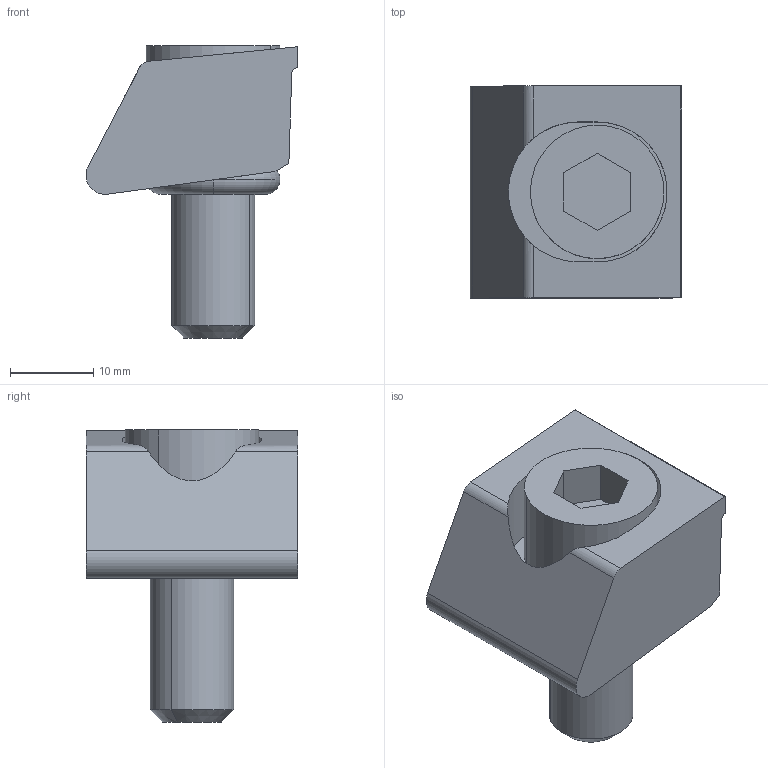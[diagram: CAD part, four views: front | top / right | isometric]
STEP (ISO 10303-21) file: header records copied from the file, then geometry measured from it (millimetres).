
FILE_DESCRIPTION (( 'STEP AP203' ), '1' );
FILE_NAME ('MBSC10TC.STEP', '2024-05-20T07:28:04', ( '' ), ( '' ), 'SwSTEP 2.0', 'SolidWorks 2022', '' );
FILE_SCHEMA (( 'CONFIG_CONTROL_DESIGN' ));
Length unit declared in the file: millimetre
Products named in the file (4): MBSC10TC_03_ﾃﾞﾌｫﾙﾄ; MBSC10TC; MBSC10TC_02_ﾃﾞﾌｫﾙﾄ; MBSC10TC_01_ﾃﾞﾌｫﾙﾄ
Assembly tree (3 placements, depth 2):
  MBSC10TC
    MBSC10TC_01_ﾃﾞﾌｫﾙﾄ
    MBSC10TC_02_ﾃﾞﾌｫﾙﾄ
    MBSC10TC_03_ﾃﾞﾌｫﾙﾄ
Bounding box: 25.39 x 25.4 x 35 mm (x, y, z)
Volume: 9453.7 mm3; surface area: 5237.3 mm2
Topology: 3 solids, 3 shells, 43 faces, 105 edges, 68 vertices
Faces by surface type: plane 23, cylinder 14, torus 4, cone 2
Entity records: 1699 total; most frequent: CARTESIAN_POINT 258, DIRECTION 227, ORIENTED_EDGE 210, EDGE_CURVE 105, AXIS2_PLACEMENT_3D 81, VERTEX_POINT 68, LINE 65, VECTOR 65
